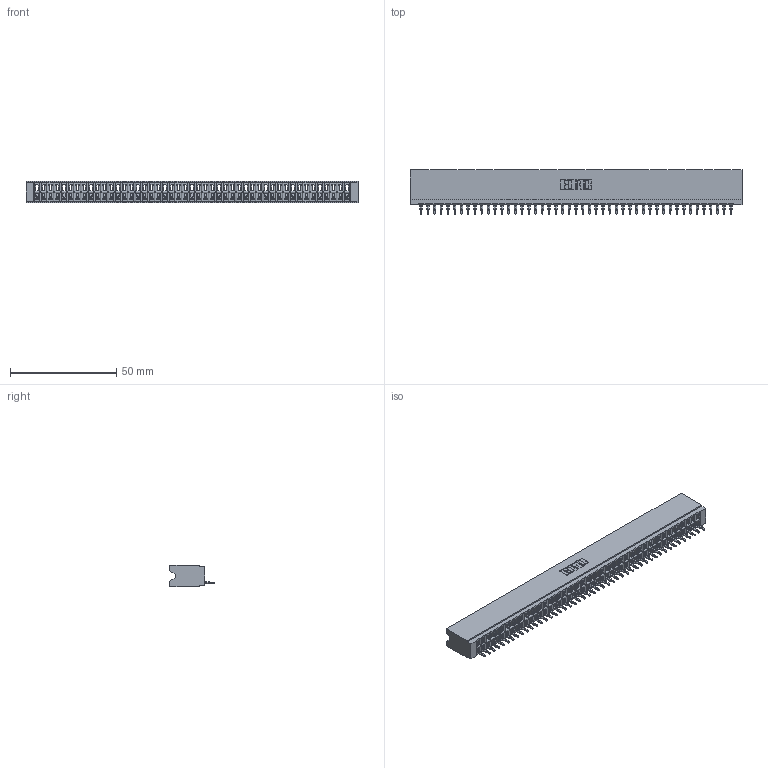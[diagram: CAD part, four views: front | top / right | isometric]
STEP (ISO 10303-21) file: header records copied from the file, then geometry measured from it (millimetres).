
FILE_DESCRIPTION (( 'STEP AP203' ), '1' );
FILE_NAME ('746-047-520-106.STEP', '2026-03-04T18:14:39', ( '' ), ( '' ), 'SwSTEP 2.0', 'SolidWorks 2023', '' );
FILE_SCHEMA (( 'CONFIG_CONTROL_DESIGN' ));
Length unit declared in the file: millimetre
Products named in the file (3): 746 Part_.515 Slot Depth - 06; 746-292-001_520; 746-047-520-106
Assembly tree (48 placements, depth 2):
  746-047-520-106
    746 Part_.515 Slot Depth - 06
    746-292-001_520  x47
Bounding box: 156.46 x 20.82 x 9.91 mm (x, y, z)
Volume: 16211.8 mm3; surface area: 23817.4 mm2
Topology: 48 solids, 48 shells, 5174 faces, 14694 edges, 9434 vertices
Faces by surface type: plane 3017, bspline 940, cylinder 935, torus 282
Entity records: 70335 total; most frequent: CARTESIAN_POINT 14191, ORIENTED_EDGE 12368, DIRECTION 10224, EDGE_CURVE 6184, LINE 5530, VECTOR 5530, VERTEX_POINT 4098, AXIS2_PLACEMENT_3D 2347
